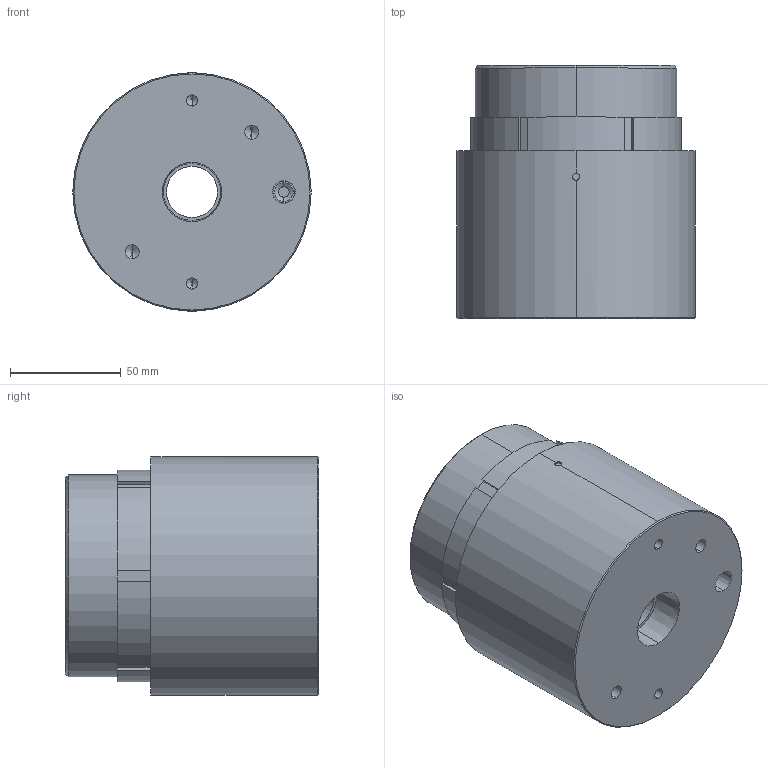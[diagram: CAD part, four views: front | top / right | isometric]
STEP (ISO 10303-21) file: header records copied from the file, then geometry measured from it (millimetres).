
FILE_DESCRIPTION (( 'STEP AP214' ), '1' );
FILE_NAME ('CTSC-002959.STEP', '2025-07-24T18:49:43', ( '' ), ( '' ), 'SwSTEP 2.0', 'SolidWorks 2023', '' );
FILE_SCHEMA (( 'AUTOMOTIVE_DESIGN' ));
Length unit declared in the file: inch
Products named in the file (1): CTSC-002959
Bounding box: 107.44 x 114.17 x 107.46 mm (x, y, z)
Volume: 709723.5 mm3; surface area: 75138 mm2
Topology: 1 solids, 1 shells, 120 faces, 300 edges, 186 vertices
Faces by surface type: cylinder 50, plane 42, cone 26, torus 2
Entity records: 5086 total; most frequent: CARTESIAN_POINT 779, DIRECTION 622, ORIENTED_EDGE 576, EDGE_CURVE 288, AXIS2_PLACEMENT_3D 231, VERTEX_POINT 186, VECTOR 160, LINE 160
